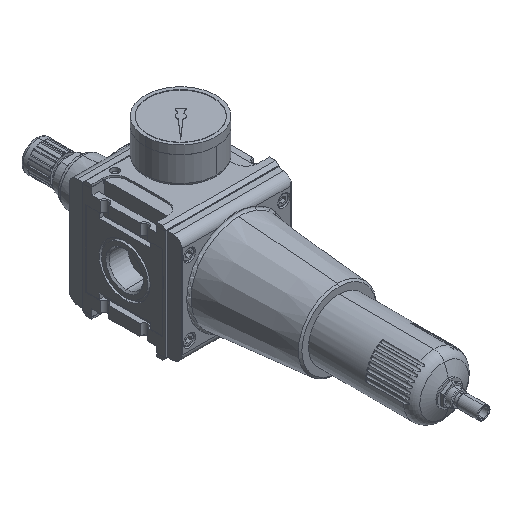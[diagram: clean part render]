
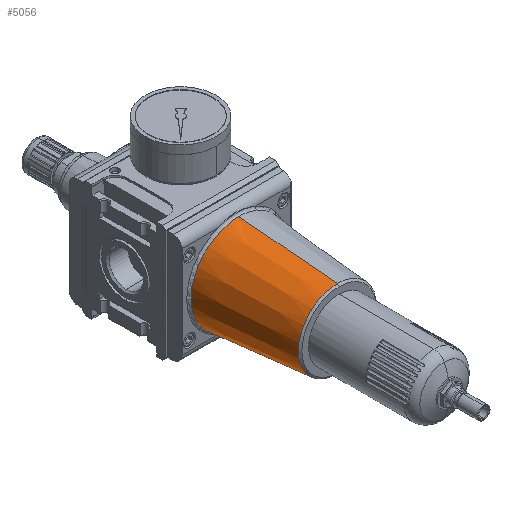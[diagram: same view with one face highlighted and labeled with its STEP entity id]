
A CAD part, isometric view. The second image highlights one B-rep face of the part: STEP entity #5056.
In plain terms, the highlighted conical face has half-angle 5 degrees and reference radius 34.114 mm.
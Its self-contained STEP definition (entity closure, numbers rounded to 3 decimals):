
#438=CONICAL_SURFACE('',#11455,34.115,0.087);
#705=FACE_OUTER_BOUND('',#1323,.F.);
#1323=EDGE_LOOP('',(#2783,#2784,#2785,#2786,#2787));
#2783=ORIENTED_EDGE('',*,*,#8475,.T.);
#2784=ORIENTED_EDGE('',*,*,#9504,.F.);
#2785=ORIENTED_EDGE('',*,*,#8477,.F.);
#2786=ORIENTED_EDGE('',*,*,#8478,.F.);
#2787=ORIENTED_EDGE('',*,*,#9503,.F.);
#5056=ADVANCED_FACE('',(#705),#438,.T.);
#6559=LINE('',#20373,#7431);
#6560=LINE('',#20374,#7432);
#7431=VECTOR('',#13997,87.513);
#7432=VECTOR('',#13998,87.513);
#7705=CIRCLE('',#11002,34.496);
#7707=CIRCLE('',#11004,42.123);
#7708=CIRCLE('',#11005,42.123);
#8475=EDGE_CURVE('',#10596,#10595,#7705,.T.);
#8477=EDGE_CURVE('',#10594,#10593,#7707,.T.);
#8478=EDGE_CURVE('',#10592,#10594,#7708,.T.);
#9503=EDGE_CURVE('',#10596,#10592,#6559,.T.);
#9504=EDGE_CURVE('',#10593,#10595,#6560,.T.);
#10592=VERTEX_POINT('',#18329);
#10593=VERTEX_POINT('',#18330);
#10594=VERTEX_POINT('',#18331);
#10595=VERTEX_POINT('',#18332);
#10596=VERTEX_POINT('',#18333);
#11002=AXIS2_PLACEMENT_3D('',#18419,#12661,#12662);
#11004=AXIS2_PLACEMENT_3D('',#18421,#12665,#12666);
#11005=AXIS2_PLACEMENT_3D('',#18422,#12667,#12668);
#11455=AXIS2_PLACEMENT_3D('',#20564,#14280,#14279);
#12661=DIRECTION('',(0.,-1.,0.));
#12662=DIRECTION('',(0.,0.,1.));
#12665=DIRECTION('',(0.,-1.,0.));
#12666=DIRECTION('',(-0.385,0.,-0.923));
#12667=DIRECTION('',(0.,-1.,0.));
#12668=DIRECTION('',(0.,0.,1.));
#13997=DIRECTION('',(0.,0.996,0.087));
#13998=DIRECTION('',(0.,-0.996,0.087));
#14279=DIRECTION('',(0.087,0.,-0.996));
#14280=DIRECTION('',(0.,1.,0.));
#18329=CARTESIAN_POINT('',(0.,-1.826,42.123));
#18330=CARTESIAN_POINT('',(0.,-1.826,-42.123));
#18331=CARTESIAN_POINT('',(-16.204,-1.826,-38.882));
#18332=CARTESIAN_POINT('',(0.,-89.006,-34.496));
#18333=CARTESIAN_POINT('',(0.,-89.006,34.496));
#18419=CARTESIAN_POINT('',(0.,-89.006,0.));
#18421=CARTESIAN_POINT('',(0.,-1.826,0.));
#18422=CARTESIAN_POINT('',(0.,-1.826,0.));
#20373=CARTESIAN_POINT('',(0.,-89.006,34.496));
#20374=CARTESIAN_POINT('',(0.,-1.826,-42.123));
#20564=CARTESIAN_POINT('',(0.,-93.365,0.));
